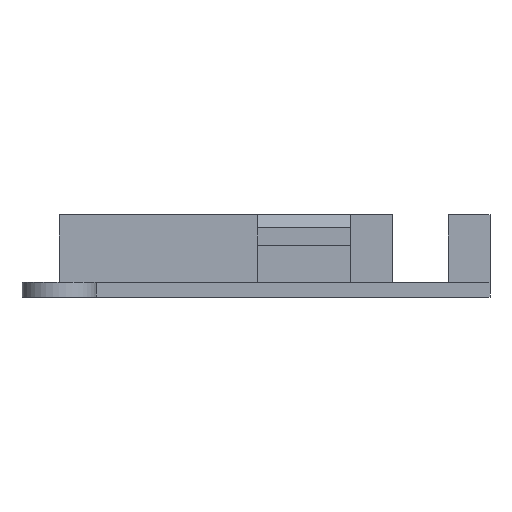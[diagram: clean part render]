
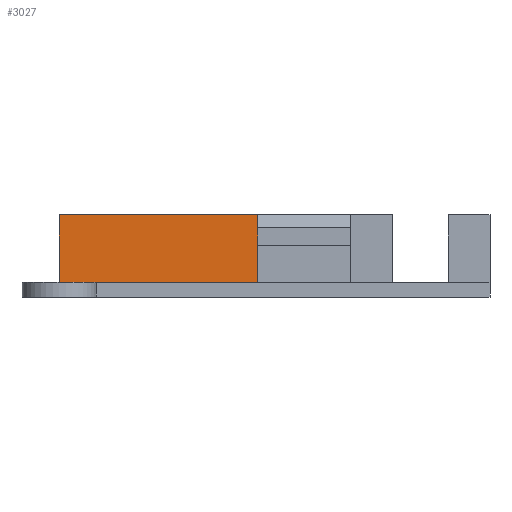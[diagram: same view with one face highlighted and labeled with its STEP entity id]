
A CAD part, left-side view. The second image highlights one B-rep face of the part: STEP entity #3027.
In plain terms, the highlighted planar face has unit normal (-1, 0, 0).
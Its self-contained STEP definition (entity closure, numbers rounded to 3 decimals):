
#126 = PLANE('',#127);
#127 = AXIS2_PLACEMENT_3D('',#128,#129,#130);
#128 = CARTESIAN_POINT('',(38.595,143.965,-10.));
#129 = DIRECTION('',(0.,0.,1.));
#130 = DIRECTION('',(0.,1.,0.));
#898 = VERTEX_POINT('',#899);
#899 = CARTESIAN_POINT('',(3.,234.3,-10.));
#913 = PLANE('',#914);
#914 = AXIS2_PLACEMENT_3D('',#915,#916,#917);
#915 = CARTESIAN_POINT('',(11.16,234.3,0.));
#916 = DIRECTION('',(0.,1.,0.));
#917 = DIRECTION('',(1.,0.,0.));
#925 = EDGE_CURVE('',#926,#898,#928,.T.);
#926 = VERTEX_POINT('',#927);
#927 = CARTESIAN_POINT('',(3.,287.93,-10.));
#928 = SURFACE_CURVE('',#929,(#933,#940),.PCURVE_S1.);
#929 = LINE('',#930,#931);
#930 = CARTESIAN_POINT('',(3.,199.3,-10.));
#931 = VECTOR('',#932,1.);
#932 = DIRECTION('',(0.,-1.,0.));
#933 = PCURVE('',#126,#934);
#934 = DEFINITIONAL_REPRESENTATION('',(#935),#939);
#935 = LINE('',#936,#937);
#936 = CARTESIAN_POINT('',(55.335,35.595));
#937 = VECTOR('',#938,1.);
#938 = DIRECTION('',(-1.,0.));
#939 = ( GEOMETRIC_REPRESENTATION_CONTEXT(2) 
PARAMETRIC_REPRESENTATION_CONTEXT() REPRESENTATION_CONTEXT('2D SPACE',''
  ) );
#940 = PCURVE('',#941,#946);
#941 = PLANE('',#942);
#942 = AXIS2_PLACEMENT_3D('',#943,#944,#945);
#943 = CARTESIAN_POINT('',(3.,242.965,-0.903));
#944 = DIRECTION('',(-1.,0.,0.));
#945 = DIRECTION('',(0.,1.,0.));
#946 = DEFINITIONAL_REPRESENTATION('',(#947),#951);
#947 = LINE('',#948,#949);
#948 = CARTESIAN_POINT('',(-43.665,9.097));
#949 = VECTOR('',#950,1.);
#950 = DIRECTION('',(-1.,0.));
#951 = ( GEOMETRIC_REPRESENTATION_CONTEXT(2) 
PARAMETRIC_REPRESENTATION_CONTEXT() REPRESENTATION_CONTEXT('2D SPACE',''
  ) );
#967 = PLANE('',#968);
#968 = AXIS2_PLACEMENT_3D('',#969,#970,#971);
#969 = CARTESIAN_POINT('',(38.595,287.93,-1.556));
#970 = DIRECTION('',(0.,1.,0.));
#971 = DIRECTION('',(1.,0.,0.));
#2839 = VERTEX_POINT('',#2840);
#2840 = CARTESIAN_POINT('',(3.,287.93,8.194));
#2854 = PLANE('',#2855);
#2855 = AXIS2_PLACEMENT_3D('',#2856,#2857,#2858);
#2856 = CARTESIAN_POINT('',(5.466,242.581,
    8.194));
#2857 = DIRECTION('',(0.,0.,1.));
#2858 = DIRECTION('',(-1.,0.,0.));
#2866 = EDGE_CURVE('',#2839,#926,#2867,.T.);
#2867 = SURFACE_CURVE('',#2868,(#2872,#2879),.PCURVE_S1.);
#2868 = LINE('',#2869,#2870);
#2869 = CARTESIAN_POINT('',(3.,287.93,8.194));
#2870 = VECTOR('',#2871,1.);
#2871 = DIRECTION('',(0.,0.,-1.));
#2872 = PCURVE('',#967,#2873);
#2873 = DEFINITIONAL_REPRESENTATION('',(#2874),#2878);
#2874 = LINE('',#2875,#2876);
#2875 = CARTESIAN_POINT('',(-35.595,-9.751));
#2876 = VECTOR('',#2877,1.);
#2877 = DIRECTION('',(0.,1.));
#2878 = ( GEOMETRIC_REPRESENTATION_CONTEXT(2) 
PARAMETRIC_REPRESENTATION_CONTEXT() REPRESENTATION_CONTEXT('2D SPACE',''
  ) );
#2879 = PCURVE('',#941,#2880);
#2880 = DEFINITIONAL_REPRESENTATION('',(#2881),#2885);
#2881 = LINE('',#2882,#2883);
#2882 = CARTESIAN_POINT('',(44.965,-9.097));
#2883 = VECTOR('',#2884,1.);
#2884 = DIRECTION('',(0.,1.));
#2885 = ( GEOMETRIC_REPRESENTATION_CONTEXT(2) 
PARAMETRIC_REPRESENTATION_CONTEXT() REPRESENTATION_CONTEXT('2D SPACE',''
  ) );
#2961 = EDGE_CURVE('',#2962,#898,#2964,.T.);
#2962 = VERTEX_POINT('',#2963);
#2963 = CARTESIAN_POINT('',(3.,234.3,8.194));
#2964 = SURFACE_CURVE('',#2965,(#2969,#2976),.PCURVE_S1.);
#2965 = LINE('',#2966,#2967);
#2966 = CARTESIAN_POINT('',(3.,234.3,4.097));
#2967 = VECTOR('',#2968,1.);
#2968 = DIRECTION('',(0.,0.,-1.));
#2969 = PCURVE('',#913,#2970);
#2970 = DEFINITIONAL_REPRESENTATION('',(#2971),#2975);
#2971 = LINE('',#2972,#2973);
#2972 = CARTESIAN_POINT('',(-8.16,-4.097));
#2973 = VECTOR('',#2974,1.);
#2974 = DIRECTION('',(0.,1.));
#2975 = ( GEOMETRIC_REPRESENTATION_CONTEXT(2) 
PARAMETRIC_REPRESENTATION_CONTEXT() REPRESENTATION_CONTEXT('2D SPACE',''
  ) );
#2976 = PCURVE('',#941,#2977);
#2977 = DEFINITIONAL_REPRESENTATION('',(#2978),#2982);
#2978 = LINE('',#2979,#2980);
#2979 = CARTESIAN_POINT('',(-8.665,-5.));
#2980 = VECTOR('',#2981,1.);
#2981 = DIRECTION('',(0.,1.));
#2982 = ( GEOMETRIC_REPRESENTATION_CONTEXT(2) 
PARAMETRIC_REPRESENTATION_CONTEXT() REPRESENTATION_CONTEXT('2D SPACE',''
  ) );
#3027 = ADVANCED_FACE('',(#3028),#941,.T.);
#3028 = FACE_BOUND('',#3029,.T.);
#3029 = EDGE_LOOP('',(#3030,#3051,#3052,#3053));
#3030 = ORIENTED_EDGE('',*,*,#3031,.T.);
#3031 = EDGE_CURVE('',#2962,#2839,#3032,.T.);
#3032 = SURFACE_CURVE('',#3033,(#3037,#3044),.PCURVE_S1.);
#3033 = LINE('',#3034,#3035);
#3034 = CARTESIAN_POINT('',(3.,199.3,8.194));
#3035 = VECTOR('',#3036,1.);
#3036 = DIRECTION('',(0.,1.,0.));
#3037 = PCURVE('',#941,#3038);
#3038 = DEFINITIONAL_REPRESENTATION('',(#3039),#3043);
#3039 = LINE('',#3040,#3041);
#3040 = CARTESIAN_POINT('',(-43.665,-9.097));
#3041 = VECTOR('',#3042,1.);
#3042 = DIRECTION('',(1.,0.));
#3043 = ( GEOMETRIC_REPRESENTATION_CONTEXT(2) 
PARAMETRIC_REPRESENTATION_CONTEXT() REPRESENTATION_CONTEXT('2D SPACE',''
  ) );
#3044 = PCURVE('',#2854,#3045);
#3045 = DEFINITIONAL_REPRESENTATION('',(#3046),#3050);
#3046 = LINE('',#3047,#3048);
#3047 = CARTESIAN_POINT('',(2.466,43.281));
#3048 = VECTOR('',#3049,1.);
#3049 = DIRECTION('',(0.,-1.));
#3050 = ( GEOMETRIC_REPRESENTATION_CONTEXT(2) 
PARAMETRIC_REPRESENTATION_CONTEXT() REPRESENTATION_CONTEXT('2D SPACE',''
  ) );
#3051 = ORIENTED_EDGE('',*,*,#2866,.T.);
#3052 = ORIENTED_EDGE('',*,*,#925,.T.);
#3053 = ORIENTED_EDGE('',*,*,#2961,.F.);
